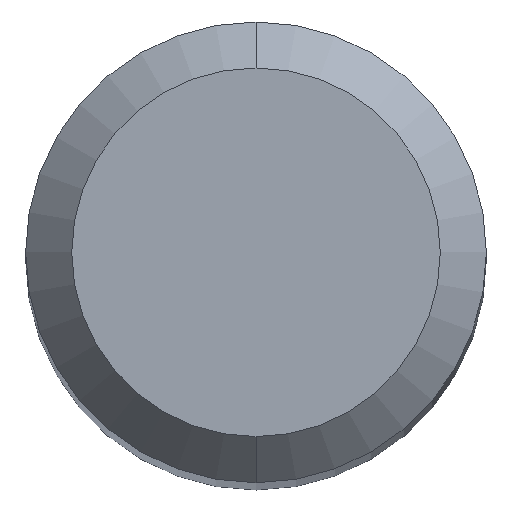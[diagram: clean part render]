
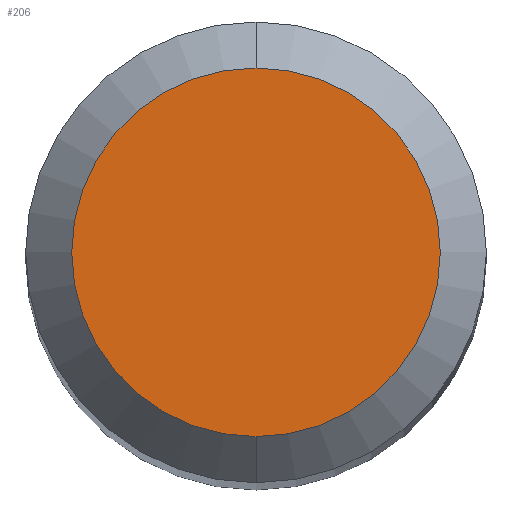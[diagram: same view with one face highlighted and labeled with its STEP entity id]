
A CAD part, top view. The second image highlights one B-rep face of the part: STEP entity #206.
In plain terms, the highlighted planar face has unit normal (0, 0, 1).
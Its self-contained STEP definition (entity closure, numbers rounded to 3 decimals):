
#112=EDGE_CURVE('',#122,#176,#289,.T.);
#122=VERTEX_POINT('',#299);
#170=EDGE_CURVE('',#176,#122,#354,.T.);
#176=VERTEX_POINT('',#361);
#206=ADVANCED_FACE('',(#392),#393,.T.);
#289=CIRCLE('',#480,1.2);
#299=CARTESIAN_POINT('',(0.,-1.2,0.0));
#354=CIRCLE('',#560,1.2);
#361=CARTESIAN_POINT('',(0.0,1.2,0.0));
#392=FACE_OUTER_BOUND('',#615,.T.);
#393=PLANE('',#616);
#480=AXIS2_PLACEMENT_3D('',#708,#709,#710);
#560=AXIS2_PLACEMENT_3D('',#789,#790,#791);
#615=EDGE_LOOP('',(#830,#831));
#616=AXIS2_PLACEMENT_3D('',#832,#833,#834);
#708=CARTESIAN_POINT('',(0.0,0.0,0.0));
#709=DIRECTION('',(0.0,0.0,-1.0));
#710=DIRECTION('',(0.0,1.0,0.0));
#789=CARTESIAN_POINT('',(0.0,0.0,0.0));
#790=DIRECTION('',(0.0,0.0,-1.0));
#791=DIRECTION('',(0.0,1.0,0.0));
#830=ORIENTED_EDGE('',*,*,#170,.F.);
#831=ORIENTED_EDGE('',*,*,#112,.F.);
#832=CARTESIAN_POINT('',(0.0,0.6,0.0));
#833=DIRECTION('',(-0.0,0.0,1.0));
#834=DIRECTION('',(0.0,-1.0,0.0));
